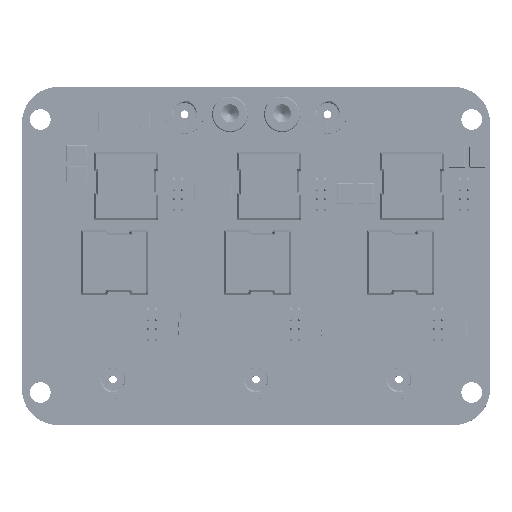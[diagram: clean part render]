
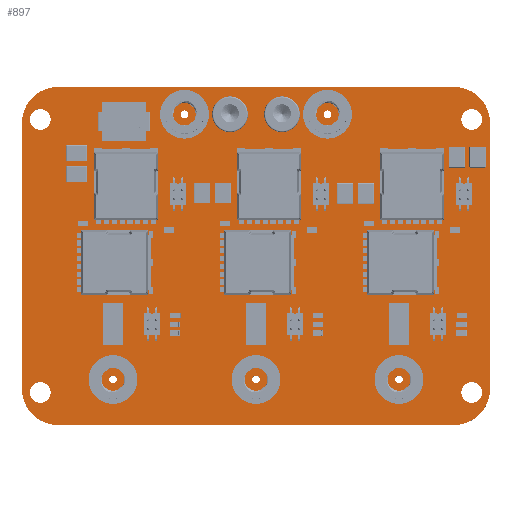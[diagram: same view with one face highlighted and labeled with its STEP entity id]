
A CAD part, top view. The second image highlights one B-rep face of the part: STEP entity #897.
In plain terms, the highlighted planar face has unit normal (0, 0, 1).
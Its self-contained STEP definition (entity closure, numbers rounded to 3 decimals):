
#236 = VERTEX_POINT('',#237);
#237 = CARTESIAN_POINT('',(0.,5.5,1.61));
#243 = EDGE_CURVE('',#236,#244,#246,.T.);
#244 = VERTEX_POINT('',#245);
#245 = CARTESIAN_POINT('',(5.5,0.,1.61));
#246 = CIRCLE('',#247,5.5);
#247 = AXIS2_PLACEMENT_3D('',#248,#249,#250);
#248 = CARTESIAN_POINT('',(5.5,5.5,1.61));
#249 = DIRECTION('',(0.,0.,1.));
#250 = DIRECTION('',(-1.,0.,0.));
#276 = EDGE_CURVE('',#244,#277,#279,.T.);
#277 = VERTEX_POINT('',#278);
#278 = CARTESIAN_POINT('',(66.5,0.,1.61));
#279 = LINE('',#280,#281);
#280 = CARTESIAN_POINT('',(5.5,0.,1.61));
#281 = VECTOR('',#282,1.);
#282 = DIRECTION('',(1.,0.,0.));
#307 = EDGE_CURVE('',#277,#308,#310,.T.);
#308 = VERTEX_POINT('',#309);
#309 = CARTESIAN_POINT('',(72.,5.5,1.61));
#310 = CIRCLE('',#311,5.5);
#311 = AXIS2_PLACEMENT_3D('',#312,#313,#314);
#312 = CARTESIAN_POINT('',(66.5,5.5,1.61));
#313 = DIRECTION('',(0.,0.,1.));
#314 = DIRECTION('',(0.,-1.,0.));
#340 = EDGE_CURVE('',#308,#341,#343,.T.);
#341 = VERTEX_POINT('',#342);
#342 = CARTESIAN_POINT('',(72.,46.5,1.61));
#343 = LINE('',#344,#345);
#344 = CARTESIAN_POINT('',(72.,5.5,1.61));
#345 = VECTOR('',#346,1.);
#346 = DIRECTION('',(0.,1.,0.));
#371 = EDGE_CURVE('',#341,#372,#374,.T.);
#372 = VERTEX_POINT('',#373);
#373 = CARTESIAN_POINT('',(66.5,52.,1.61));
#374 = CIRCLE('',#375,5.5);
#375 = AXIS2_PLACEMENT_3D('',#376,#377,#378);
#376 = CARTESIAN_POINT('',(66.5,46.5,1.61));
#377 = DIRECTION('',(0.,0.,1.));
#378 = DIRECTION('',(1.,0.,-0.));
#404 = EDGE_CURVE('',#372,#405,#407,.T.);
#405 = VERTEX_POINT('',#406);
#406 = CARTESIAN_POINT('',(5.5,52.,1.61));
#407 = LINE('',#408,#409);
#408 = CARTESIAN_POINT('',(66.5,52.,1.61));
#409 = VECTOR('',#410,1.);
#410 = DIRECTION('',(-1.,0.,0.));
#435 = EDGE_CURVE('',#405,#436,#438,.T.);
#436 = VERTEX_POINT('',#437);
#437 = CARTESIAN_POINT('',(0.,46.5,1.61));
#438 = CIRCLE('',#439,5.5);
#439 = AXIS2_PLACEMENT_3D('',#440,#441,#442);
#440 = CARTESIAN_POINT('',(5.5,46.5,1.61));
#441 = DIRECTION('',(0.,0.,1.));
#442 = DIRECTION('',(0.,1.,0.));
#468 = EDGE_CURVE('',#436,#236,#469,.T.);
#469 = LINE('',#470,#471);
#470 = CARTESIAN_POINT('',(0.,46.5,1.61));
#471 = VECTOR('',#472,1.);
#472 = DIRECTION('',(0.,-1.,0.));
#492 = VERTEX_POINT('',#493);
#493 = CARTESIAN_POINT('',(4.4,5.,1.61));
#499 = EDGE_CURVE('',#492,#492,#500,.T.);
#500 = CIRCLE('',#501,1.6);
#501 = AXIS2_PLACEMENT_3D('',#502,#503,#504);
#502 = CARTESIAN_POINT('',(2.8,5.,1.61));
#503 = DIRECTION('',(0.,0.,1.));
#504 = DIRECTION('',(1.,0.,-0.));
#525 = VERTEX_POINT('',#526);
#526 = CARTESIAN_POINT('',(14.6,7.,1.61));
#532 = EDGE_CURVE('',#525,#525,#533,.T.);
#533 = CIRCLE('',#534,0.6);
#534 = AXIS2_PLACEMENT_3D('',#535,#536,#537);
#535 = CARTESIAN_POINT('',(14.,7.,1.61));
#536 = DIRECTION('',(0.,0.,1.));
#537 = DIRECTION('',(1.,0.,-0.));
#558 = VERTEX_POINT('',#559);
#559 = CARTESIAN_POINT('',(4.4,47.,1.61));
#565 = EDGE_CURVE('',#558,#558,#566,.T.);
#566 = CIRCLE('',#567,1.6);
#567 = AXIS2_PLACEMENT_3D('',#568,#569,#570);
#568 = CARTESIAN_POINT('',(2.8,47.,1.61));
#569 = DIRECTION('',(0.,0.,1.));
#570 = DIRECTION('',(1.,0.,-0.));
#591 = VERTEX_POINT('',#592);
#592 = CARTESIAN_POINT('',(25.6,47.8,1.61));
#598 = EDGE_CURVE('',#591,#591,#599,.T.);
#599 = CIRCLE('',#600,0.6);
#600 = AXIS2_PLACEMENT_3D('',#601,#602,#603);
#601 = CARTESIAN_POINT('',(25.,47.8,1.61));
#602 = DIRECTION('',(0.,0.,1.));
#603 = DIRECTION('',(1.,0.,-0.));
#624 = VERTEX_POINT('',#625);
#625 = CARTESIAN_POINT('',(33.9,47.8,1.61));
#631 = EDGE_CURVE('',#624,#624,#632,.T.);
#632 = CIRCLE('',#633,1.9);
#633 = AXIS2_PLACEMENT_3D('',#634,#635,#636);
#634 = CARTESIAN_POINT('',(32.,47.8,1.61));
#635 = DIRECTION('',(0.,0.,1.));
#636 = DIRECTION('',(1.,0.,-0.));
#657 = VERTEX_POINT('',#658);
#658 = CARTESIAN_POINT('',(36.6,7.,1.61));
#664 = EDGE_CURVE('',#657,#657,#665,.T.);
#665 = CIRCLE('',#666,0.6);
#666 = AXIS2_PLACEMENT_3D('',#667,#668,#669);
#667 = CARTESIAN_POINT('',(36.,7.,1.61));
#668 = DIRECTION('',(0.,0.,1.));
#669 = DIRECTION('',(1.,0.,-0.));
#690 = VERTEX_POINT('',#691);
#691 = CARTESIAN_POINT('',(70.8,5.,1.61));
#697 = EDGE_CURVE('',#690,#690,#698,.T.);
#698 = CIRCLE('',#699,1.6);
#699 = AXIS2_PLACEMENT_3D('',#700,#701,#702);
#700 = CARTESIAN_POINT('',(69.2,5.,1.61));
#701 = DIRECTION('',(0.,0.,1.));
#702 = DIRECTION('',(1.,0.,-0.));
#723 = VERTEX_POINT('',#724);
#724 = CARTESIAN_POINT('',(58.6,7.,1.61));
#730 = EDGE_CURVE('',#723,#723,#731,.T.);
#731 = CIRCLE('',#732,0.6);
#732 = AXIS2_PLACEMENT_3D('',#733,#734,#735);
#733 = CARTESIAN_POINT('',(58.,7.,1.61));
#734 = DIRECTION('',(0.,0.,1.));
#735 = DIRECTION('',(1.,0.,-0.));
#756 = VERTEX_POINT('',#757);
#757 = CARTESIAN_POINT('',(41.9,47.8,1.61));
#763 = EDGE_CURVE('',#756,#756,#764,.T.);
#764 = CIRCLE('',#765,1.9);
#765 = AXIS2_PLACEMENT_3D('',#766,#767,#768);
#766 = CARTESIAN_POINT('',(40.,47.8,1.61));
#767 = DIRECTION('',(0.,0.,1.));
#768 = DIRECTION('',(1.,0.,-0.));
#789 = VERTEX_POINT('',#790);
#790 = CARTESIAN_POINT('',(47.6,47.8,1.61));
#796 = EDGE_CURVE('',#789,#789,#797,.T.);
#797 = CIRCLE('',#798,0.6);
#798 = AXIS2_PLACEMENT_3D('',#799,#800,#801);
#799 = CARTESIAN_POINT('',(47.,47.8,1.61));
#800 = DIRECTION('',(0.,0.,1.));
#801 = DIRECTION('',(1.,0.,-0.));
#822 = VERTEX_POINT('',#823);
#823 = CARTESIAN_POINT('',(70.8,47.,1.61));
#829 = EDGE_CURVE('',#822,#822,#830,.T.);
#830 = CIRCLE('',#831,1.6);
#831 = AXIS2_PLACEMENT_3D('',#832,#833,#834);
#832 = CARTESIAN_POINT('',(69.2,47.,1.61));
#833 = DIRECTION('',(0.,0.,1.));
#834 = DIRECTION('',(1.,0.,-0.));
#897 = ADVANCED_FACE('',(#898,#908,#911,#914,#917,#920,#923,#926,#929,
    #932,#935,#938),#941,.T.);
#898 = FACE_BOUND('',#899,.T.);
#899 = EDGE_LOOP('',(#900,#901,#902,#903,#904,#905,#906,#907));
#900 = ORIENTED_EDGE('',*,*,#243,.T.);
#901 = ORIENTED_EDGE('',*,*,#276,.T.);
#902 = ORIENTED_EDGE('',*,*,#307,.T.);
#903 = ORIENTED_EDGE('',*,*,#340,.T.);
#904 = ORIENTED_EDGE('',*,*,#371,.T.);
#905 = ORIENTED_EDGE('',*,*,#404,.T.);
#906 = ORIENTED_EDGE('',*,*,#435,.T.);
#907 = ORIENTED_EDGE('',*,*,#468,.T.);
#908 = FACE_BOUND('',#909,.T.);
#909 = EDGE_LOOP('',(#910));
#910 = ORIENTED_EDGE('',*,*,#499,.F.);
#911 = FACE_BOUND('',#912,.T.);
#912 = EDGE_LOOP('',(#913));
#913 = ORIENTED_EDGE('',*,*,#532,.F.);
#914 = FACE_BOUND('',#915,.T.);
#915 = EDGE_LOOP('',(#916));
#916 = ORIENTED_EDGE('',*,*,#565,.F.);
#917 = FACE_BOUND('',#918,.T.);
#918 = EDGE_LOOP('',(#919));
#919 = ORIENTED_EDGE('',*,*,#598,.F.);
#920 = FACE_BOUND('',#921,.T.);
#921 = EDGE_LOOP('',(#922));
#922 = ORIENTED_EDGE('',*,*,#631,.F.);
#923 = FACE_BOUND('',#924,.T.);
#924 = EDGE_LOOP('',(#925));
#925 = ORIENTED_EDGE('',*,*,#664,.F.);
#926 = FACE_BOUND('',#927,.T.);
#927 = EDGE_LOOP('',(#928));
#928 = ORIENTED_EDGE('',*,*,#697,.F.);
#929 = FACE_BOUND('',#930,.T.);
#930 = EDGE_LOOP('',(#931));
#931 = ORIENTED_EDGE('',*,*,#730,.F.);
#932 = FACE_BOUND('',#933,.T.);
#933 = EDGE_LOOP('',(#934));
#934 = ORIENTED_EDGE('',*,*,#763,.F.);
#935 = FACE_BOUND('',#936,.T.);
#936 = EDGE_LOOP('',(#937));
#937 = ORIENTED_EDGE('',*,*,#796,.F.);
#938 = FACE_BOUND('',#939,.T.);
#939 = EDGE_LOOP('',(#940));
#940 = ORIENTED_EDGE('',*,*,#829,.F.);
#941 = PLANE('',#942);
#942 = AXIS2_PLACEMENT_3D('',#943,#944,#945);
#943 = CARTESIAN_POINT('',(36.,26.,1.61));
#944 = DIRECTION('',(0.,0.,1.));
#945 = DIRECTION('',(1.,0.,-0.));
